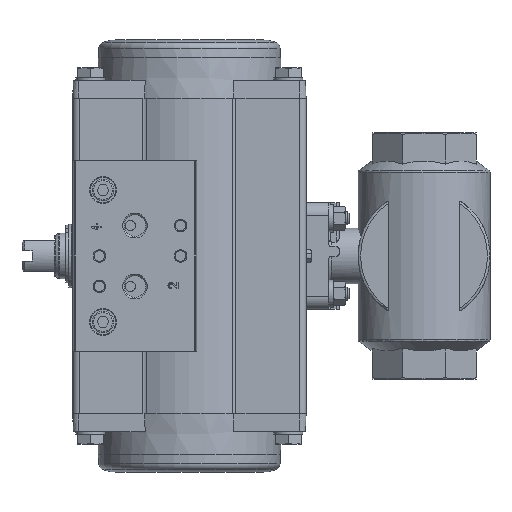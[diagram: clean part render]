
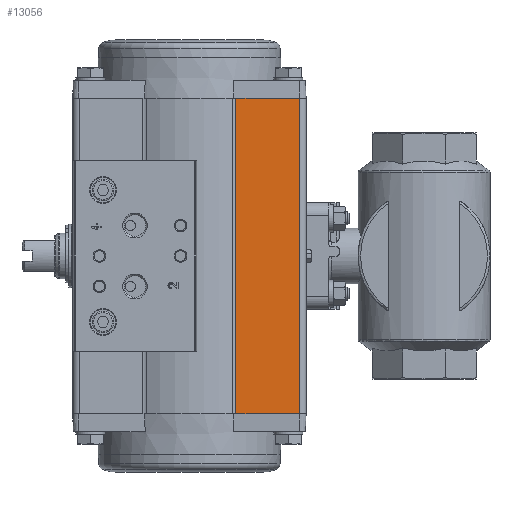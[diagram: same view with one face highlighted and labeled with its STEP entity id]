
A CAD part, left-side view. The second image highlights one B-rep face of the part: STEP entity #13056.
In plain terms, the highlighted face is planar.
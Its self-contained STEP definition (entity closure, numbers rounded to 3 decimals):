
#305=PLANE('',#14231);
#1418=LINE('',#20881,#2233);
#1442=LINE('',#21019,#2257);
#1478=LINE('',#21127,#2293);
#1479=LINE('',#21128,#2294);
#2233=VECTOR('',#16289,1000.);
#2257=VECTOR('',#16355,1000.);
#2293=VECTOR('',#16447,1000.);
#2294=VECTOR('',#16448,1000.);
#3964=ORIENTED_EDGE('',*,*,#7124,.F.);
#3965=ORIENTED_EDGE('',*,*,#7225,.F.);
#3966=ORIENTED_EDGE('',*,*,#7172,.T.);
#3967=ORIENTED_EDGE('',*,*,#7226,.T.);
#7124=EDGE_CURVE('',#8828,#8836,#1418,.T.);
#7172=EDGE_CURVE('',#8858,#8876,#1442,.T.);
#7225=EDGE_CURVE('',#8858,#8828,#1478,.T.);
#7226=EDGE_CURVE('',#8876,#8836,#1479,.T.);
#8828=VERTEX_POINT('',#20851);
#8836=VERTEX_POINT('',#20882);
#8858=VERTEX_POINT('',#20948);
#8876=VERTEX_POINT('',#21018);
#10675=EDGE_LOOP('',(#3964,#3965,#3966,#3967));
#11788=FACE_BOUND('',#10675,.T.);
#13056=ADVANCED_FACE('',(#11788),#305,.F.);
#14231=AXIS2_PLACEMENT_3D('',#21126,#16445,#16446);
#16289=DIRECTION('',(0.,-1.,0.));
#16355=DIRECTION('',(0.,-1.,0.));
#16445=DIRECTION('',(-1.,0.,0.));
#16446=DIRECTION('',(0.,0.,1.));
#16447=DIRECTION('',(0.,0.,-1.));
#16448=DIRECTION('',(0.,0.,-1.));
#20851=CARTESIAN_POINT('',(32.,-18.31,-62.2));
#20881=CARTESIAN_POINT('',(32.,46.,-62.2));
#20882=CARTESIAN_POINT('',(32.,-43.5,-62.2));
#20948=CARTESIAN_POINT('',(32.,-18.31,62.2));
#21018=CARTESIAN_POINT('',(32.,-43.5,62.2));
#21019=CARTESIAN_POINT('',(32.,46.,62.2));
#21126=CARTESIAN_POINT('',(32.,18.31,62.2));
#21127=CARTESIAN_POINT('',(32.,-18.31,62.2));
#21128=CARTESIAN_POINT('',(32.,-43.5,62.2));
